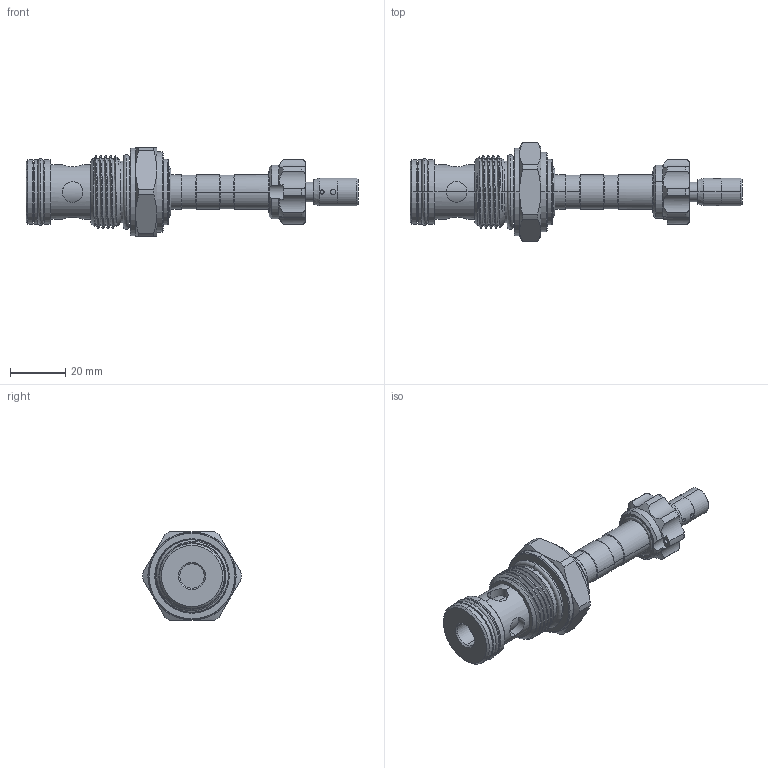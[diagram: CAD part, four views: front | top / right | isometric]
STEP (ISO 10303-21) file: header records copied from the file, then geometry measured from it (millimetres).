
FILE_DESCRIPTION (( 'STEP AP203' ), '1' );
FILE_NAME ('EP17E2A02T05.STEP', '2016-08-24T08:04:29', ( '' ), ( '' ), 'SwSTEP 2.0', 'SolidWorks 2012', '' );
FILE_SCHEMA (( 'CONFIG_CONTROL_DESIGN' ));
Length unit declared in the file: millimetre
Products named in the file (1): EP17E2A02T05
Bounding box: 120.35 x 35.79 x 32 mm (x, y, z)
Volume: 34782.9 mm3; surface area: 13108.5 mm2
Topology: 4 solids, 4 shells, 284 faces, 660 edges, 408 vertices
Faces by surface type: cylinder 136, cone 64, plane 54, torus 28, bspline 2
Entity records: 13775 total; most frequent: CARTESIAN_POINT 7296, DIRECTION 1388, ORIENTED_EDGE 1316, EDGE_CURVE 658, AXIS2_PLACEMENT_3D 586, VERTEX_POINT 406, EDGE_LOOP 316, CIRCLE 303
